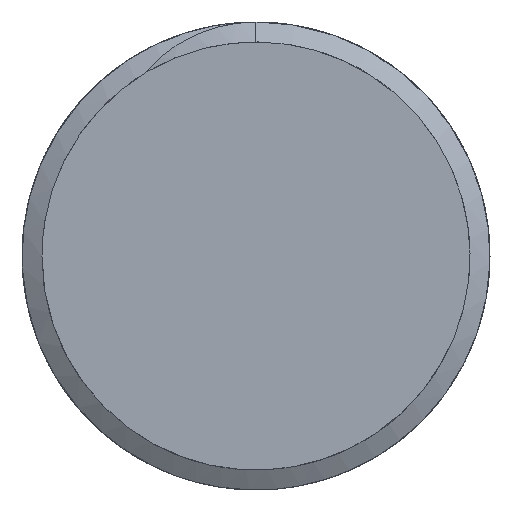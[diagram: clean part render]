
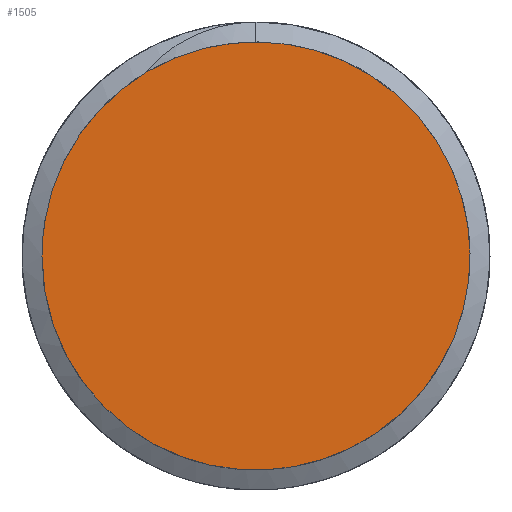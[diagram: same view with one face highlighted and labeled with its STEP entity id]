
A CAD part, left-side view. The second image highlights one B-rep face of the part: STEP entity #1505.
In plain terms, the highlighted free-form (B-spline) face has degree [1, 1] with [2, 2] control points.
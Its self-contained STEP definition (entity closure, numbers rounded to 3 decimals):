
#1484=CARTESIAN_POINT('',(1.,-9.185,-9.185));
#1485=CARTESIAN_POINT('',(1.,9.185,-9.185));
#1486=CARTESIAN_POINT('',(1.,-9.185,9.185));
#1487=CARTESIAN_POINT('',(1.,9.185,9.185));
#1488=B_SPLINE_SURFACE_WITH_KNOTS('',1,1,((#1484,#1485),(#1486,#1487)),.PLANE_SURF.,.F.,.F.,.U.,(2,2),(2,2),(0.,1.),(0.,1.),.UNSPECIFIED.);
#1489=CARTESIAN_POINT('',(1.,8.35,0.));
#1490=VERTEX_POINT('',#1489);
#1491=CARTESIAN_POINT('',(1.,8.35,0.));
#1492=CARTESIAN_POINT('',(1.,8.35,-8.35));
#1493=CARTESIAN_POINT('',(1.,0.,-8.35));
#1494=CARTESIAN_POINT('',(1.,-8.35,-8.35));
#1495=CARTESIAN_POINT('',(1.,-8.35,0.));
#1496=CARTESIAN_POINT('',(1.,-8.35,8.35));
#1497=CARTESIAN_POINT('',(1.,0.,8.35));
#1498=CARTESIAN_POINT('',(1.,8.35,8.35));
#1499=CARTESIAN_POINT('',(1.,8.35,0.));
#1500=(BOUNDED_CURVE()B_SPLINE_CURVE(2,(#1491,#1492,#1493,#1494,#1495,#1496,#1497,#1498,#1499),.CIRCULAR_ARC.,.T.,.U.)B_SPLINE_CURVE_WITH_KNOTS((3,2,2,2,3),(0.,0.25,0.5,0.75,1.),.UNSPECIFIED.)CURVE()GEOMETRIC_REPRESENTATION_ITEM()RATIONAL_B_SPLINE_CURVE((1.,0.707,1.,0.707,1.,0.707,1.,0.707,1.))REPRESENTATION_ITEM(''));
#1501=EDGE_CURVE('',#1490,#1490,#1500,.T.);
#1502=ORIENTED_EDGE('',*,*,#1501,.T.);
#1503=EDGE_LOOP('',(#1502));
#1504=FACE_OUTER_BOUND('',#1503,.T.);
#1505=ADVANCED_FACE('',(#1504),#1488,.T.);
